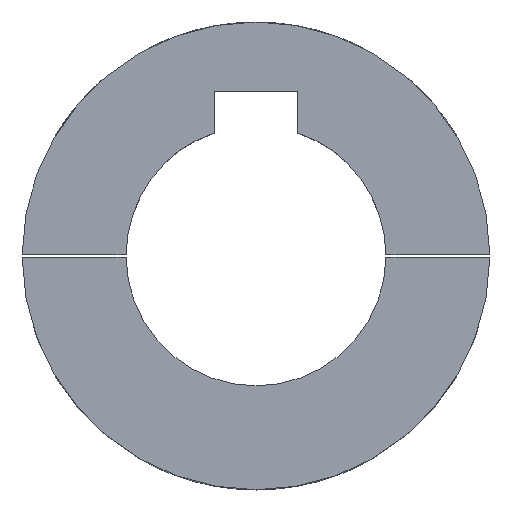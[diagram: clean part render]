
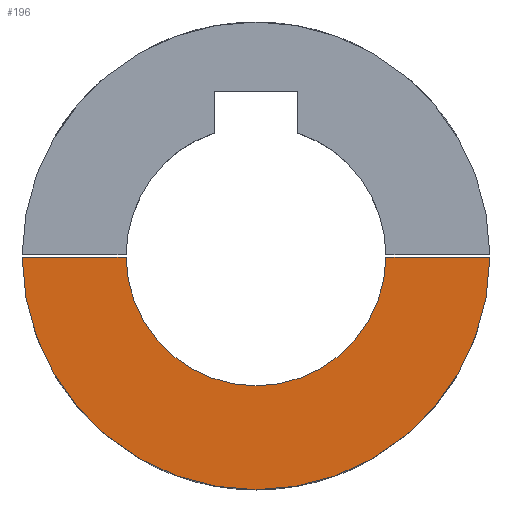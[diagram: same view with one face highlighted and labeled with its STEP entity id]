
A CAD part, top view. The second image highlights one B-rep face of the part: STEP entity #196.
In plain terms, the highlighted planar face has unit normal (0, 0, 1).
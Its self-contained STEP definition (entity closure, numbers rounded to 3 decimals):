
#5 = EDGE_CURVE ( 'NONE', #1643, #1413, #1380, .T. ) ;
#60 = DIRECTION ( 'NONE',  ( 1., 0., 0. ) ) ;
#100 = ORIENTED_EDGE ( 'NONE', *, *, #469, .F. ) ;
#122 = VECTOR ( 'NONE', #577, 1000. ) ;
#123 = DIRECTION ( 'NONE',  ( 1., 0., 0. ) ) ;
#186 = ORIENTED_EDGE ( 'NONE', *, *, #941, .T. ) ;
#196 = ADVANCED_FACE ( 'NONE', ( #778 ), #1529, .T. ) ;
#240 = CARTESIAN_POINT ( 'NONE',  ( 0., 0., 7. ) ) ;
#270 = DIRECTION ( 'NONE',  ( 1., 0., 0. ) ) ;
#358 = DIRECTION ( 'NONE',  ( 1., 0., 0. ) ) ;
#361 = CIRCLE ( 'NONE', #1497, 22.5 ) ;
#371 = DIRECTION ( 'NONE',  ( 0., 0., 1. ) ) ;
#411 = AXIS2_PLACEMENT_3D ( 'NONE', #1335, #1319, #270 ) ;
#443 = VERTEX_POINT ( 'NONE', #1445 ) ;
#452 = ORIENTED_EDGE ( 'NONE', *, *, #872, .F. ) ;
#469 = EDGE_CURVE ( 'NONE', #1478, #1643, #990, .T. ) ;
#563 = CARTESIAN_POINT ( 'NONE',  ( 12.499, -0.125, 7. ) ) ;
#577 = DIRECTION ( 'NONE',  ( 1., 0., 0. ) ) ;
#723 = EDGE_LOOP ( 'NONE', ( #452, #186, #1070, #100 ) ) ;
#778 = FACE_OUTER_BOUND ( 'NONE', #723, .T. ) ;
#872 = EDGE_CURVE ( 'NONE', #443, #1478, #1126, .T. ) ;
#913 = DIRECTION ( 'NONE',  ( 0., 0., 1. ) ) ;
#941 = EDGE_CURVE ( 'NONE', #443, #1413, #361, .T. ) ;
#990 = CIRCLE ( 'NONE', #411, 12.5 ) ;
#1053 = VECTOR ( 'NONE', #60, 1000. ) ;
#1070 = ORIENTED_EDGE ( 'NONE', *, *, #5, .F. ) ;
#1126 = LINE ( 'NONE', #1642, #122 ) ;
#1286 = CARTESIAN_POINT ( 'NONE',  ( 0., 0., 7. ) ) ;
#1319 = DIRECTION ( 'NONE',  ( 0., 0., 1. ) ) ;
#1335 = CARTESIAN_POINT ( 'NONE',  ( 0., 0., 7. ) ) ;
#1380 = LINE ( 'NONE', #1509, #1053 ) ;
#1386 = AXIS2_PLACEMENT_3D ( 'NONE', #240, #913, #123 ) ;
#1413 = VERTEX_POINT ( 'NONE', #1433 ) ;
#1428 = CARTESIAN_POINT ( 'NONE',  ( -12.499, -0.125, 7. ) ) ;
#1433 = CARTESIAN_POINT ( 'NONE',  ( 22.5, -0.125, 7. ) ) ;
#1445 = CARTESIAN_POINT ( 'NONE',  ( -22.5, -0.125, 7. ) ) ;
#1478 = VERTEX_POINT ( 'NONE', #1428 ) ;
#1497 = AXIS2_PLACEMENT_3D ( 'NONE', #1286, #371, #358 ) ;
#1509 = CARTESIAN_POINT ( 'NONE',  ( 0., -0.125, 7. ) ) ;
#1529 = PLANE ( 'NONE',  #1386 ) ;
#1642 = CARTESIAN_POINT ( 'NONE',  ( 0., -0.125, 7. ) ) ;
#1643 = VERTEX_POINT ( 'NONE', #563 ) ;
